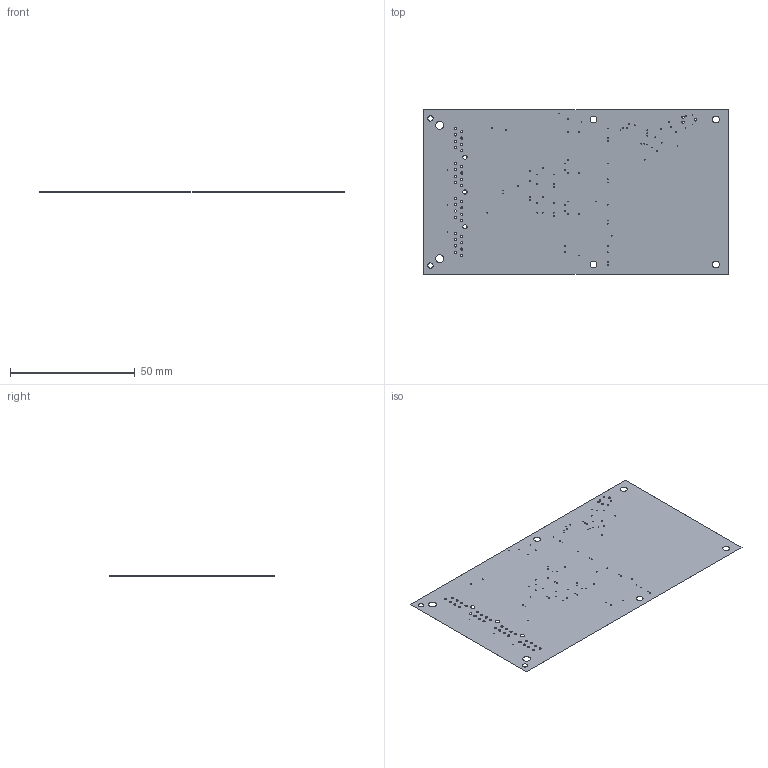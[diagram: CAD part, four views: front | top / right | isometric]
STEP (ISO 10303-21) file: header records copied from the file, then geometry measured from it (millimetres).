
FILE_DESCRIPTION(('for SolidWorks'),'2;1');
FILE_NAME('mppcInterfacePcb.step','2016-07-25T10:14:36',( 'Andrew'),(''),'Open CASCADE STEP processor 6.6','Diptrace', 'Unknown');
FILE_SCHEMA(('AUTOMOTIVE_DESIGN { 1 0 10303 214 1 1 1 1 }'));
Length unit declared in the file: millimetre
Products named in the file (2): PCB; Board
Assembly tree (1 placements, depth 2):
  PCB
    Board
Bounding box: 121.92 x 66.04 x 0.01 mm (x, y, z)
Volume: 79.7 mm3; surface area: 15944.1 mm2
Topology: 1 solids, 1 shells, 136 faces, 402 edges, 268 vertices
Faces by surface type: cylinder 130, plane 6
Full cylindrical faces by diameter (mm): 0.33 x84, 0.89 x32, 0.95 x3, 1.676 x3, 2.159 x2, 2.75 x4, 3.175 x2
Entity records: 5263 total; most frequent: DIRECTION 938, CARTESIAN_POINT 808, ORIENTED_EDGE 804, EDGE_CURVE 402, AXIS2_PLACEMENT_3D 398, FACE_BOUND 396, EDGE_LOOP 396, VERTEX_POINT 268
